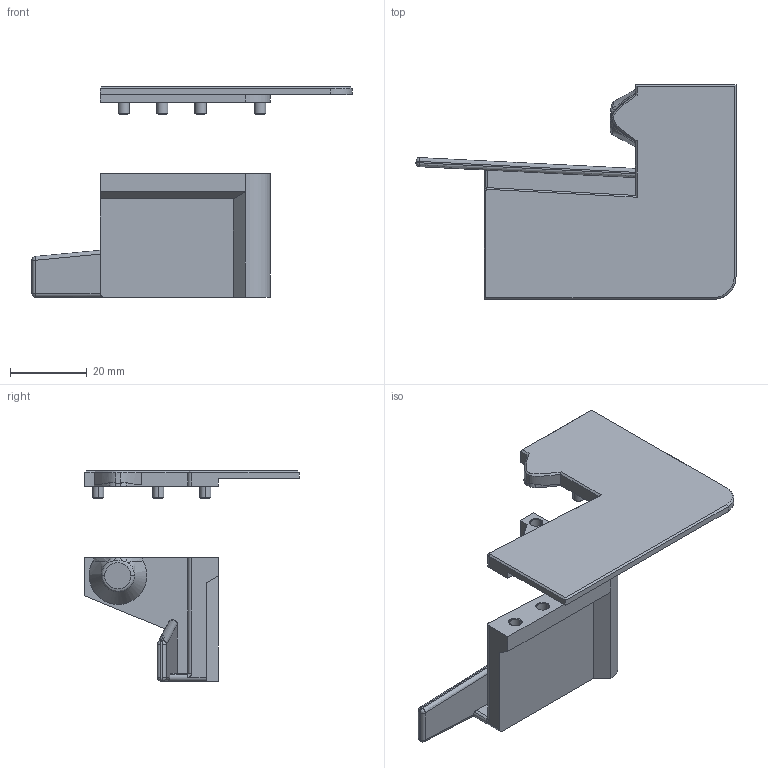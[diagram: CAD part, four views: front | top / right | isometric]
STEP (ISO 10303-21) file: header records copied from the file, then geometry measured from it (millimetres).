
FILE_DESCRIPTION(('STEP AP214'),'1');
FILE_NAME('RC1-TesaStickRail.stp','2017-04-27T15:53:58',(' '),(' '),'Spatial InterOp 3D',' ',' ');
FILE_SCHEMA(('automotive_design'));
Length unit declared in the file: metre
Products named in the file (2): 1; 2
Bounding box: 83.18 x 55.84 x 54.65 mm (x, y, z)
Volume: 17277.9 mm3; surface area: 13492.7 mm2
Topology: 2 solids, 2 shells, 146 faces, 348 edges, 216 vertices
Faces by surface type: plane 54, cylinder 39, cone 26, bspline 21, extrusion 3, torus 3
Entity records: 7641 total; most frequent: CARTESIAN_POINT 3116, ORIENTED_EDGE 694, DIRECTION 675, EDGE_CURVE 347, AXIS2_PLACEMENT_3D 249, VERTEX_POINT 216, VECTOR 177, LINE 174
